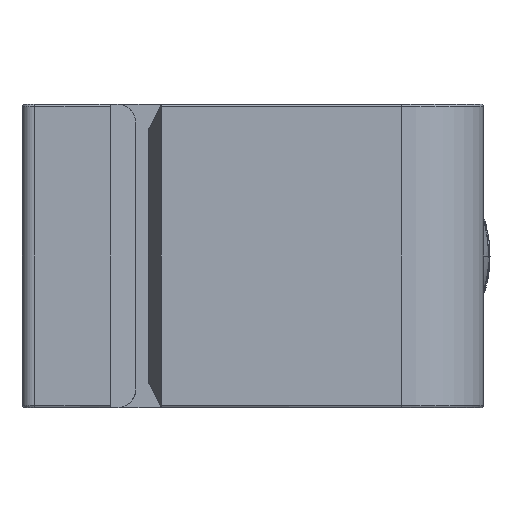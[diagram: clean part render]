
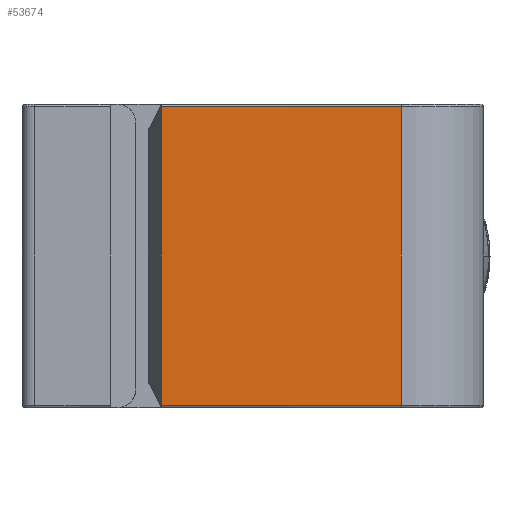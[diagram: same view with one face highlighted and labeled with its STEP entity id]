
A CAD part, left-side view. The second image highlights one B-rep face of the part: STEP entity #53674.
In plain terms, the highlighted planar face has unit normal (-1, 0, 0).
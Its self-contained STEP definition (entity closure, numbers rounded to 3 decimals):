
#16612=CARTESIAN_POINT('',(-100.,11.,11.8));
#16618=CARTESIAN_POINT('',(-100.,11.,-11.8));
#16635=DIRECTION('',(0.,-1.,0.));
#16636=VECTOR('',#16635,19.);
#16637=CARTESIAN_POINT('',(-100.,30.,11.8));
#16638=LINE('',#16637,#16636);
#16639=DIRECTION('',(0.,0.,-1.));
#16640=VECTOR('',#16639,23.6);
#16641=CARTESIAN_POINT('',(-100.,11.,11.8));
#16642=LINE('',#16641,#16640);
#16643=DIRECTION('',(0.,1.,0.));
#16644=VECTOR('',#16643,19.);
#16645=CARTESIAN_POINT('',(-100.,11.,-11.8));
#16646=LINE('',#16645,#16644);
#16647=DIRECTION('',(0.,0.,1.));
#16648=VECTOR('',#16647,23.6);
#16649=CARTESIAN_POINT('',(-100.,30.,-11.8));
#16650=LINE('',#16649,#16648);
#28654=VERTEX_POINT('',#16612);
#28655=CARTESIAN_POINT('',(-100.,30.,11.8));
#28656=VERTEX_POINT('',#28655);
#28737=CARTESIAN_POINT('',(-100.,30.,-11.8));
#28738=VERTEX_POINT('',#28737);
#28739=VERTEX_POINT('',#16618);
#53662=CARTESIAN_POINT('',(-100.,30.,-12.));
#53663=DIRECTION('',(-1.,0.,0.));
#53664=DIRECTION('',(0.,-1.,0.));
#53665=AXIS2_PLACEMENT_3D('',#53662,#53663,#53664);
#53666=PLANE('',#53665);
#53667=ORIENTED_EDGE('',*,*,#53519,.T.);
#53668=ORIENTED_EDGE('',*,*,#53645,.T.);
#53669=ORIENTED_EDGE('',*,*,#53629,.T.);
#53671=ORIENTED_EDGE('',*,*,#53670,.T.);
#53672=EDGE_LOOP('',(#53667,#53668,#53669,#53671));
#53673=FACE_OUTER_BOUND('',#53672,.F.);
#53674=ADVANCED_FACE('',(#53673),#53666,.T.);
#53519=EDGE_CURVE('',#28656,#28654,#16638,.T.);
#53629=EDGE_CURVE('',#28739,#28738,#16646,.T.);
#53645=EDGE_CURVE('',#28654,#28739,#16642,.T.);
#53670=EDGE_CURVE('',#28738,#28656,#16650,.T.);
